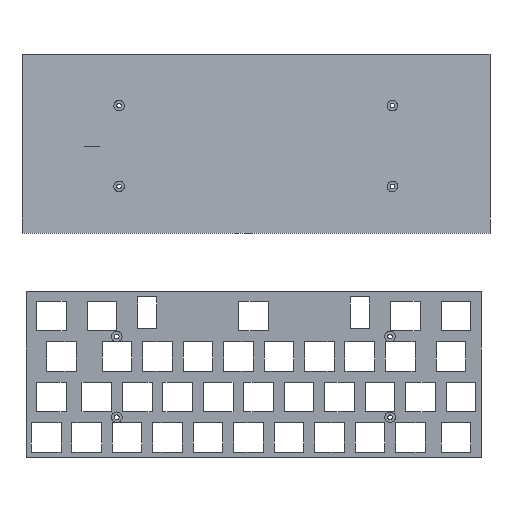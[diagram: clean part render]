
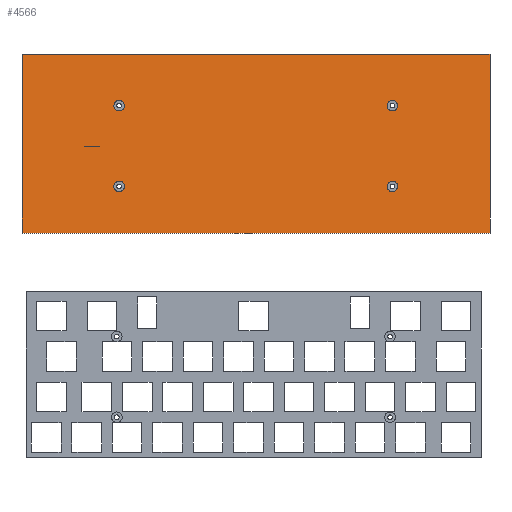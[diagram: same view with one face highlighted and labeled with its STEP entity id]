
A CAD part, front view. The second image highlights one B-rep face of the part: STEP entity #4566.
In plain terms, the highlighted planar face has unit normal (0, -0.995, 0.104).
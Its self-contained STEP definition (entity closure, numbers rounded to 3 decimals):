
#17=ELLIPSE('',#4806,2.514,2.5);
#18=ELLIPSE('',#4808,2.514,2.5);
#19=ELLIPSE('',#4810,2.514,2.5);
#20=ELLIPSE('',#4812,2.514,2.5);
#56=FACE_BOUND('',#473,.T.);
#57=FACE_BOUND('',#474,.T.);
#58=FACE_BOUND('',#475,.T.);
#59=FACE_BOUND('',#476,.T.);
#60=FACE_BOUND('',#477,.T.);
#230=FACE_OUTER_BOUND('',#472,.T.);
#472=EDGE_LOOP('',(#3243,#3244,#3245,#3246));
#473=EDGE_LOOP('',(#3247));
#474=EDGE_LOOP('',(#3248));
#475=EDGE_LOOP('',(#3249));
#476=EDGE_LOOP('',(#3250));
#477=EDGE_LOOP('',(#3251,#3252,#3253,#3254));
#783=LINE('',#6254,#1386);
#829=LINE('',#6394,#1432);
#839=LINE('',#6413,#1442);
#841=LINE('',#6417,#1444);
#842=LINE('',#6421,#1445);
#843=LINE('',#6422,#1446);
#844=LINE('',#6423,#1447);
#845=LINE('',#6424,#1448);
#1386=VECTOR('',#5087,10.);
#1432=VECTOR('',#5241,10.);
#1442=VECTOR('',#5259,10.);
#1444=VECTOR('',#5263,10.);
#1445=VECTOR('',#5266,10.);
#1446=VECTOR('',#5267,10.);
#1447=VECTOR('',#5268,10.);
#1448=VECTOR('',#5269,10.);
#1988=VERTEX_POINT('',#6252);
#1989=VERTEX_POINT('',#6253);
#2012=VERTEX_POINT('',#6327);
#2013=VERTEX_POINT('',#6331);
#2014=VERTEX_POINT('',#6335);
#2015=VERTEX_POINT('',#6339);
#2028=VERTEX_POINT('',#6391);
#2029=VERTEX_POINT('',#6393);
#2034=VERTEX_POINT('',#6411);
#2035=VERTEX_POINT('',#6415);
#2036=VERTEX_POINT('',#6419);
#2037=VERTEX_POINT('',#6420);
#2422=EDGE_CURVE('',#1988,#1989,#783,.T.);
#2457=EDGE_CURVE('',#2012,#2012,#17,.T.);
#2459=EDGE_CURVE('',#2013,#2013,#18,.T.);
#2461=EDGE_CURVE('',#2014,#2014,#19,.T.);
#2463=EDGE_CURVE('',#2015,#2015,#20,.T.);
#2488=EDGE_CURVE('',#2028,#2029,#829,.T.);
#2498=EDGE_CURVE('',#2034,#2028,#839,.T.);
#2500=EDGE_CURVE('',#2035,#2034,#841,.T.);
#2501=EDGE_CURVE('',#2036,#2037,#842,.T.);
#2502=EDGE_CURVE('',#1989,#2036,#843,.T.);
#2503=EDGE_CURVE('',#1988,#2037,#844,.T.);
#2504=EDGE_CURVE('',#2029,#2035,#845,.T.);
#3243=ORIENTED_EDGE('',*,*,#2501,.F.);
#3244=ORIENTED_EDGE('',*,*,#2502,.F.);
#3245=ORIENTED_EDGE('',*,*,#2422,.F.);
#3246=ORIENTED_EDGE('',*,*,#2503,.T.);
#3247=ORIENTED_EDGE('',*,*,#2457,.T.);
#3248=ORIENTED_EDGE('',*,*,#2459,.T.);
#3249=ORIENTED_EDGE('',*,*,#2461,.T.);
#3250=ORIENTED_EDGE('',*,*,#2463,.T.);
#3251=ORIENTED_EDGE('',*,*,#2488,.F.);
#3252=ORIENTED_EDGE('',*,*,#2498,.F.);
#3253=ORIENTED_EDGE('',*,*,#2500,.F.);
#3254=ORIENTED_EDGE('',*,*,#2504,.F.);
#4347=PLANE('',#4832);
#4566=ADVANCED_FACE('',(#230,#56,#57,#58,#59,#60),#4347,.F.);
#4806=AXIS2_PLACEMENT_3D('',#6329,#5172,#5173);
#4808=AXIS2_PLACEMENT_3D('',#6333,#5177,#5178);
#4810=AXIS2_PLACEMENT_3D('',#6337,#5182,#5183);
#4812=AXIS2_PLACEMENT_3D('',#6341,#5187,#5188);
#4832=AXIS2_PLACEMENT_3D('',#6418,#5264,#5265);
#5087=DIRECTION('',(0.,0.105,0.995));
#5172=DIRECTION('center_axis',(0.,0.995,-0.105));
#5173=DIRECTION('ref_axis',(0.,-0.105,-0.995));
#5177=DIRECTION('center_axis',(0.,0.995,-0.105));
#5178=DIRECTION('ref_axis',(0.,-0.105,-0.995));
#5182=DIRECTION('center_axis',(0.,0.995,-0.105));
#5183=DIRECTION('ref_axis',(0.,-0.105,-0.995));
#5187=DIRECTION('center_axis',(0.,0.995,-0.105));
#5188=DIRECTION('ref_axis',(0.,-0.105,-0.995));
#5241=DIRECTION('',(-1.,0.,0.));
#5259=DIRECTION('',(0.,0.105,0.995));
#5263=DIRECTION('',(1.,0.,0.));
#5264=DIRECTION('center_axis',(0.,0.995,-0.105));
#5265=DIRECTION('ref_axis',(0.,-0.105,-0.995));
#5266=DIRECTION('',(0.,-0.105,-0.995));
#5267=DIRECTION('',(1.,0.,0.));
#5268=DIRECTION('',(1.,0.,0.));
#5269=DIRECTION('',(0.,-0.105,-0.995));
#6252=CARTESIAN_POINT('',(7.117,-12.514,6.344));
#6253=CARTESIAN_POINT('',(7.117,-3.674,90.454));
#6254=CARTESIAN_POINT('',(7.117,-3.654,90.645));
#6327=CARTESIAN_POINT('',(55.347,-6.21,66.324));
#6329=CARTESIAN_POINT('Origin',(52.847,-6.21,66.324));
#6331=CARTESIAN_POINT('',(183.997,-6.21,66.324));
#6333=CARTESIAN_POINT('Origin',(181.497,-6.21,66.324));
#6335=CARTESIAN_POINT('',(55.347,-10.203,28.334));
#6337=CARTESIAN_POINT('Origin',(52.847,-10.203,28.334));
#6339=CARTESIAN_POINT('',(183.997,-10.203,28.334));
#6341=CARTESIAN_POINT('Origin',(181.497,-10.203,28.334));
#6391=CARTESIAN_POINT('',(43.467,-8.226,47.144));
#6393=CARTESIAN_POINT('',(36.377,-8.226,47.144));
#6394=CARTESIAN_POINT('',(131.922,-8.226,47.144));
#6411=CARTESIAN_POINT('',(43.467,-8.227,47.134));
#6413=CARTESIAN_POINT('',(43.467,-5.905,69.227));
#6415=CARTESIAN_POINT('',(36.377,-8.227,47.134));
#6417=CARTESIAN_POINT('',(135.467,-8.227,47.134));
#6418=CARTESIAN_POINT('Origin',(227.467,-3.674,90.454));
#6419=CARTESIAN_POINT('',(227.467,-3.674,90.454));
#6420=CARTESIAN_POINT('',(227.467,-12.514,6.344));
#6421=CARTESIAN_POINT('',(227.467,-8.025,49.05));
#6422=CARTESIAN_POINT('',(227.467,-3.674,90.454));
#6423=CARTESIAN_POINT('',(7.117,-12.514,6.344));
#6424=CARTESIAN_POINT('',(36.377,-5.905,69.222));
